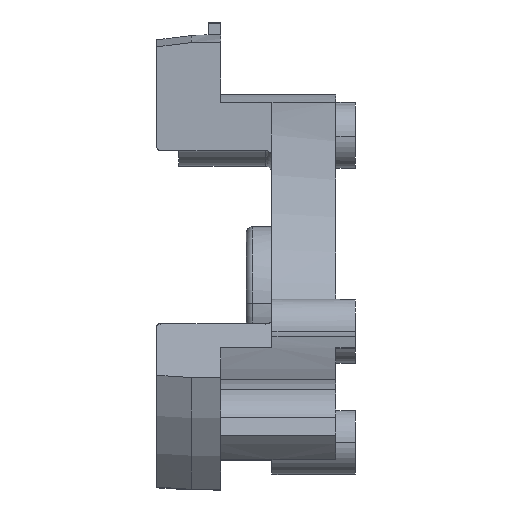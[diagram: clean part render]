
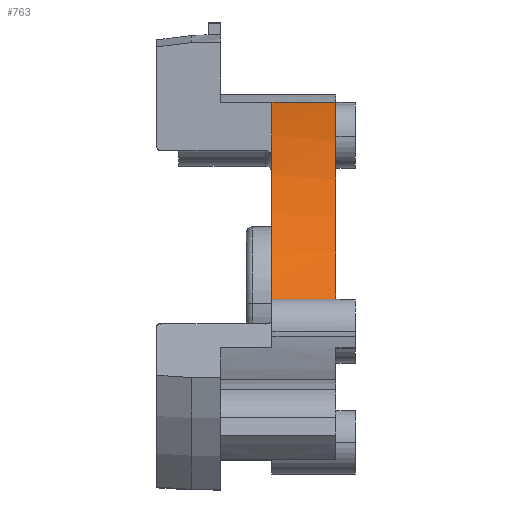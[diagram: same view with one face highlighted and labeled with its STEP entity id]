
A CAD part, top view. The second image highlights one B-rep face of the part: STEP entity #763.
In plain terms, the highlighted cylindrical face has radius 20 mm (diameter 40 mm), a partial arc.
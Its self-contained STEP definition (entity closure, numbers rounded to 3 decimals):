
#7 = EDGE_LOOP ( 'NONE', ( #668, #2041, #1641, #5456, #5759 ) ) ;
#80 = CARTESIAN_POINT ( 'NONE',  ( 5., 14.434, 25. ) ) ;
#112 = VECTOR ( 'NONE', #2033, 1000. ) ;
#140 = DIRECTION ( 'NONE',  ( 0., 0., 1. ) ) ;
#350 = EDGE_CURVE ( 'NONE', #2442, #4315, #762, .T. ) ;
#421 = DIRECTION ( 'NONE',  ( 1., 0., 0. ) ) ;
#483 = LINE ( 'NONE', #959, #4265 ) ;
#488 = CARTESIAN_POINT ( 'NONE',  ( -5., 14.434, 25. ) ) ;
#603 = CIRCLE ( 'NONE', #1085, 20. ) ;
#660 = VERTEX_POINT ( 'NONE', #1748 ) ;
#668 = ORIENTED_EDGE ( 'NONE', *, *, #4801, .T. ) ;
#762 = CIRCLE ( 'NONE', #3073, 20. ) ;
#763 = ADVANCED_FACE ( 'NONE', ( #2782 ), #5907, .F. ) ;
#782 = EDGE_CURVE ( 'NONE', #2442, #5003, #483, .T. ) ;
#959 = CARTESIAN_POINT ( 'NONE',  ( 0., 15.711, 5.041 ) ) ;
#1085 = AXIS2_PLACEMENT_3D ( 'NONE', #2866, #3754, #140 ) ;
#1324 = DIRECTION ( 'NONE',  ( 0., 0., 1. ) ) ;
#1397 = EDGE_CURVE ( 'NONE', #2764, #660, #5295, .T. ) ;
#1641 = ORIENTED_EDGE ( 'NONE', *, *, #3512, .F. ) ;
#1748 = CARTESIAN_POINT ( 'NONE',  ( 0., -0.652, 11.869 ) ) ;
#2033 = DIRECTION ( 'NONE',  ( 1., 0., 0. ) ) ;
#2041 = ORIENTED_EDGE ( 'NONE', *, *, #1397, .T. ) ;
#2382 = DIRECTION ( 'NONE',  ( -1., 0., 0. ) ) ;
#2442 = VERTEX_POINT ( 'NONE', #5092 ) ;
#2593 = CIRCLE ( 'NONE', #5636, 20. ) ;
#2764 = VERTEX_POINT ( 'NONE', #5407 ) ;
#2782 = FACE_OUTER_BOUND ( 'NONE', #7, .T. ) ;
#2866 = CARTESIAN_POINT ( 'NONE',  ( 0., 14.434, 25. ) ) ;
#3033 = CARTESIAN_POINT ( 'NONE',  ( -1.75, -0.652, 11.869 ) ) ;
#3073 = AXIS2_PLACEMENT_3D ( 'NONE', #488, #3764, #4155 ) ;
#3364 = DIRECTION ( 'NONE',  ( 0., -0.866, -0.5 ) ) ;
#3512 = EDGE_CURVE ( 'NONE', #5003, #660, #603, .T. ) ;
#3754 = DIRECTION ( 'NONE',  ( -1., 0., 0. ) ) ;
#3764 = DIRECTION ( 'NONE',  ( -1., 0., 0. ) ) ;
#3953 = CARTESIAN_POINT ( 'NONE',  ( -5., 13.156, 5.041 ) ) ;
#4155 = DIRECTION ( 'NONE',  ( 0., -0.866, -0.5 ) ) ;
#4265 = VECTOR ( 'NONE', #421, 1000. ) ;
#4315 = VERTEX_POINT ( 'NONE', #3953 ) ;
#4801 = EDGE_CURVE ( 'NONE', #4315, #2764, #2593, .T. ) ;
#5003 = VERTEX_POINT ( 'NONE', #5079 ) ;
#5079 = CARTESIAN_POINT ( 'NONE',  ( 0., 15.711, 5.041 ) ) ;
#5092 = CARTESIAN_POINT ( 'NONE',  ( -5., 15.711, 5.041 ) ) ;
#5121 = CARTESIAN_POINT ( 'NONE',  ( -5., 14.434, 25. ) ) ;
#5153 = DIRECTION ( 'NONE',  ( -1., 0., 0. ) ) ;
#5295 = LINE ( 'NONE', #3033, #112 ) ;
#5407 = CARTESIAN_POINT ( 'NONE',  ( -5., -0.652, 11.869 ) ) ;
#5456 = ORIENTED_EDGE ( 'NONE', *, *, #782, .F. ) ;
#5520 = AXIS2_PLACEMENT_3D ( 'NONE', #80, #2382, #1324 ) ;
#5636 = AXIS2_PLACEMENT_3D ( 'NONE', #5121, #5153, #3364 ) ;
#5759 = ORIENTED_EDGE ( 'NONE', *, *, #350, .T. ) ;
#5907 = CYLINDRICAL_SURFACE ( 'NONE', #5520, 20. ) ;
